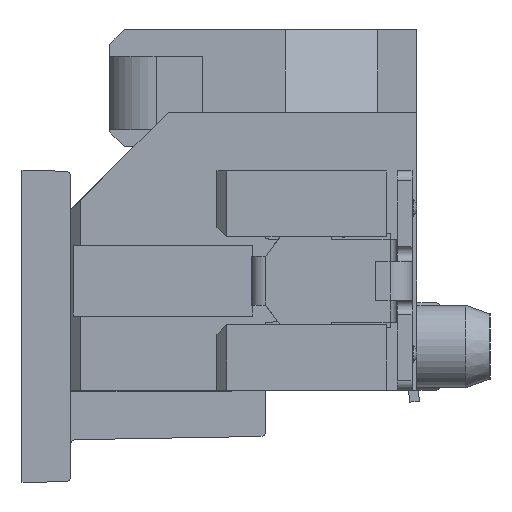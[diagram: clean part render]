
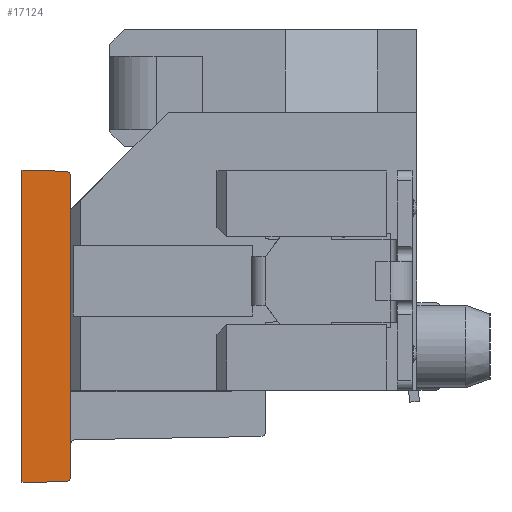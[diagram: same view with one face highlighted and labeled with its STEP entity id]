
A CAD part, left-side view. The second image highlights one B-rep face of the part: STEP entity #17124.
In plain terms, the highlighted face is planar.
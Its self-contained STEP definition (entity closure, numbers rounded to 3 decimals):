
#17 = CARTESIAN_POINT ( 'NONE',  ( 5.95, 3., 3.2 ) ) ;
#62 = CARTESIAN_POINT ( 'NONE',  ( 5.95, 3., -1.325 ) ) ;
#746 = AXIS2_PLACEMENT_3D ( 'NONE', #4862, #20612, #23377 ) ;
#1236 = VECTOR ( 'NONE', #9920, 1000. ) ;
#1774 = VECTOR ( 'NONE', #31754, 1000. ) ;
#1822 = VECTOR ( 'NONE', #1984, 1000. ) ;
#1984 = DIRECTION ( 'NONE',  ( 0., 0., -1. ) ) ;
#2491 = EDGE_CURVE ( 'NONE', #31603, #33060, #24557, .T. ) ;
#3288 = EDGE_CURVE ( 'NONE', #31044, #18405, #23832, .T. ) ;
#3477 = LINE ( 'NONE', #21824, #6958 ) ;
#4486 = AXIS2_PLACEMENT_3D ( 'NONE', #24953, #19788, #12236 ) ;
#4726 = ORIENTED_EDGE ( 'NONE', *, *, #12787, .T. ) ;
#4862 = CARTESIAN_POINT ( 'NONE',  ( 5.95, 3.1, 3.084 ) ) ;
#5079 = VERTEX_POINT ( 'NONE', #5903 ) ;
#5090 = EDGE_CURVE ( 'NONE', #33060, #5079, #10225, .T. ) ;
#5903 = CARTESIAN_POINT ( 'NONE',  ( 5.95, 3.098, -3.184 ) ) ;
#5966 = CARTESIAN_POINT ( 'NONE',  ( 5.95, 3., 1.325 ) ) ;
#6958 = VECTOR ( 'NONE', #29855, 1000. ) ;
#7285 = LINE ( 'NONE', #19993, #1822 ) ;
#7976 = VERTEX_POINT ( 'NONE', #31508 ) ;
#8460 = CARTESIAN_POINT ( 'NONE',  ( 5.95, 3.1, -3.084 ) ) ;
#9178 = PLANE ( 'NONE',  #4486 ) ;
#9503 = CARTESIAN_POINT ( 'NONE',  ( 5.95, 3., -2.423 ) ) ;
#9601 = VECTOR ( 'NONE', #26767, 1000. ) ;
#9648 = ORIENTED_EDGE ( 'NONE', *, *, #14036, .T. ) ;
#9920 = DIRECTION ( 'NONE',  ( 0., 0., 1. ) ) ;
#10225 = CIRCLE ( 'NONE', #21170, 0.1 ) ;
#10934 = CARTESIAN_POINT ( 'NONE',  ( 5.95, 4., -3.2 ) ) ;
#11035 = EDGE_CURVE ( 'NONE', #17850, #20602, #3477, .T. ) ;
#11929 = EDGE_LOOP ( 'NONE', ( #16308, #23200, #4726, #9648, #17425, #31722, #26428, #12441, #18125, #23529 ) ) ;
#12236 = DIRECTION ( 'NONE',  ( 0., 0., 1. ) ) ;
#12441 = ORIENTED_EDGE ( 'NONE', *, *, #11035, .T. ) ;
#12787 = EDGE_CURVE ( 'NONE', #5079, #20703, #32533, .T. ) ;
#13239 = LINE ( 'NONE', #62, #1774 ) ;
#13632 = CARTESIAN_POINT ( 'NONE',  ( 5.95, 3., -3.084 ) ) ;
#14036 = EDGE_CURVE ( 'NONE', #20703, #31044, #33405, .T. ) ;
#15432 = LINE ( 'NONE', #17, #27242 ) ;
#15642 = EDGE_CURVE ( 'NONE', #20602, #15964, #13239, .T. ) ;
#15964 = VERTEX_POINT ( 'NONE', #18299 ) ;
#16308 = ORIENTED_EDGE ( 'NONE', *, *, #2491, .T. ) ;
#16356 = CARTESIAN_POINT ( 'NONE',  ( 5.95, 3.098, 3.184 ) ) ;
#16415 = VECTOR ( 'NONE', #21583, 1000. ) ;
#17057 = FACE_OUTER_BOUND ( 'NONE', #11929, .T. ) ;
#17124 = ADVANCED_FACE ( 'NONE', ( #17057 ), #9178, .F. ) ;
#17425 = ORIENTED_EDGE ( 'NONE', *, *, #3288, .T. ) ;
#17850 = VERTEX_POINT ( 'NONE', #28076 ) ;
#18125 = ORIENTED_EDGE ( 'NONE', *, *, #15642, .T. ) ;
#18299 = CARTESIAN_POINT ( 'NONE',  ( 5.95, 3., -1.325 ) ) ;
#18405 = VERTEX_POINT ( 'NONE', #16356 ) ;
#19788 = DIRECTION ( 'NONE',  ( -1., 0., 0. ) ) ;
#19993 = CARTESIAN_POINT ( 'NONE',  ( 5.95, 3., 3.2 ) ) ;
#20602 = VERTEX_POINT ( 'NONE', #5966 ) ;
#20612 = DIRECTION ( 'NONE',  ( 1., 0., 0. ) ) ;
#20703 = VERTEX_POINT ( 'NONE', #10934 ) ;
#21170 = AXIS2_PLACEMENT_3D ( 'NONE', #8460, #27142, #27310 ) ;
#21396 = DIRECTION ( 'NONE',  ( 0., 1., -0.017 ) ) ;
#21415 = CARTESIAN_POINT ( 'NONE',  ( 5.95, 4., 3.2 ) ) ;
#21574 = CARTESIAN_POINT ( 'NONE',  ( 5.95, -0.055, -3.129 ) ) ;
#21583 = DIRECTION ( 'NONE',  ( 0., -1., -0.017 ) ) ;
#21824 = CARTESIAN_POINT ( 'NONE',  ( 5.95, 3., 3.2 ) ) ;
#22901 = EDGE_CURVE ( 'NONE', #15964, #31603, #15432, .T. ) ;
#23186 = CIRCLE ( 'NONE', #746, 0.1 ) ;
#23200 = ORIENTED_EDGE ( 'NONE', *, *, #5090, .T. ) ;
#23377 = DIRECTION ( 'NONE',  ( 0., 0., 1. ) ) ;
#23529 = ORIENTED_EDGE ( 'NONE', *, *, #22901, .T. ) ;
#23832 = LINE ( 'NONE', #26734, #16415 ) ;
#24557 = LINE ( 'NONE', #24708, #9601 ) ;
#24708 = CARTESIAN_POINT ( 'NONE',  ( 5.95, 3., -3.2 ) ) ;
#24953 = CARTESIAN_POINT ( 'NONE',  ( 5.95, 0., 0. ) ) ;
#25097 = EDGE_CURVE ( 'NONE', #7976, #17850, #7285, .T. ) ;
#25572 = EDGE_CURVE ( 'NONE', #18405, #7976, #23186, .T. ) ;
#26428 = ORIENTED_EDGE ( 'NONE', *, *, #25097, .T. ) ;
#26734 = CARTESIAN_POINT ( 'NONE',  ( 5.95, -0.055, 3.129 ) ) ;
#26767 = DIRECTION ( 'NONE',  ( 0., 0., -1. ) ) ;
#26870 = DIRECTION ( 'NONE',  ( 0., 0., -1. ) ) ;
#27142 = DIRECTION ( 'NONE',  ( 1., 0., 0. ) ) ;
#27242 = VECTOR ( 'NONE', #26870, 1000. ) ;
#27310 = DIRECTION ( 'NONE',  ( 0., 0., 1. ) ) ;
#28076 = CARTESIAN_POINT ( 'NONE',  ( 5.95, 3., 2.423 ) ) ;
#28831 = VECTOR ( 'NONE', #21396, 1000. ) ;
#29855 = DIRECTION ( 'NONE',  ( 0., 0., -1. ) ) ;
#30497 = CARTESIAN_POINT ( 'NONE',  ( 5.95, 4., 3.2 ) ) ;
#31044 = VERTEX_POINT ( 'NONE', #21415 ) ;
#31508 = CARTESIAN_POINT ( 'NONE',  ( 5.95, 3., 3.084 ) ) ;
#31603 = VERTEX_POINT ( 'NONE', #9503 ) ;
#31722 = ORIENTED_EDGE ( 'NONE', *, *, #25572, .T. ) ;
#31754 = DIRECTION ( 'NONE',  ( 0., 0., -1. ) ) ;
#32533 = LINE ( 'NONE', #21574, #28831 ) ;
#33060 = VERTEX_POINT ( 'NONE', #13632 ) ;
#33405 = LINE ( 'NONE', #30497, #1236 ) ;
